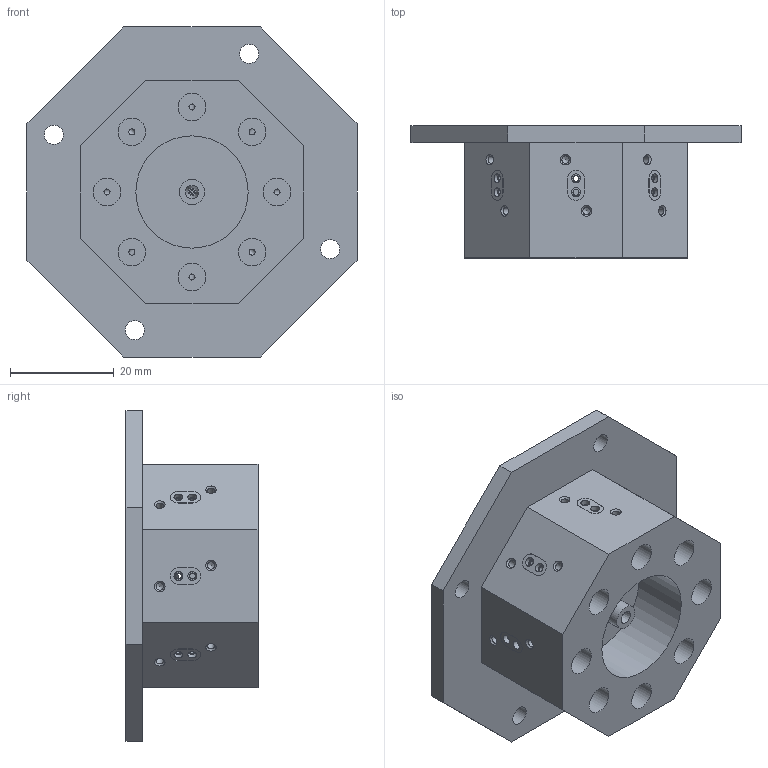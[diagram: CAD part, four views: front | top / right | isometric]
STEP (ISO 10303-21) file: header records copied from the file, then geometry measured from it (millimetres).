
FILE_DESCRIPTION(/* description */ (''),/* implementation_level */ '2;1');
FILE_NAME(/* name */ '8 odor heart - larger octagon.stp',/* time_stamp */ '2021-08-27T14:20:20-04:00',/* author */ ('SB13FLLT001'),/* organization */ (''),/* preprocessor_version */ 'ST-DEVELOPER v18.1',/* originating_system */ 'Autodesk Inventor 2020',/* authorisation */ '');
FILE_SCHEMA (('AUTOMOTIVE_DESIGN { 1 0 10303 214 3 1 1 }'));
Length unit declared in the file: inch
Products named in the file (1): 8 odor heart - larger octagon
Bounding box: 63.5 x 25.4 x 63.5 mm (x, y, z)
Volume: 38371.9 mm3; surface area: 14124.7 mm2
Topology: 1 solids, 1 shells, 247 faces, 694 edges, 470 vertices
Faces by surface type: cylinder 120, plane 94, cone 33
Full cylindrical faces by diameter (mm): 1.168 x33, 1.425 x16, 1.587 x1, 1.727 x16, 3.683 x4, 4.826 x1, 5.359 x8, 21.59 x1
Entity records: 8320 total; most frequent: DIRECTION 1595, CARTESIAN_POINT 1396, ORIENTED_EDGE 1356, EDGE_CURVE 678, AXIS2_PLACEMENT_3D 669, VERTEX_POINT 470, EDGE_LOOP 340, CIRCLE 325
